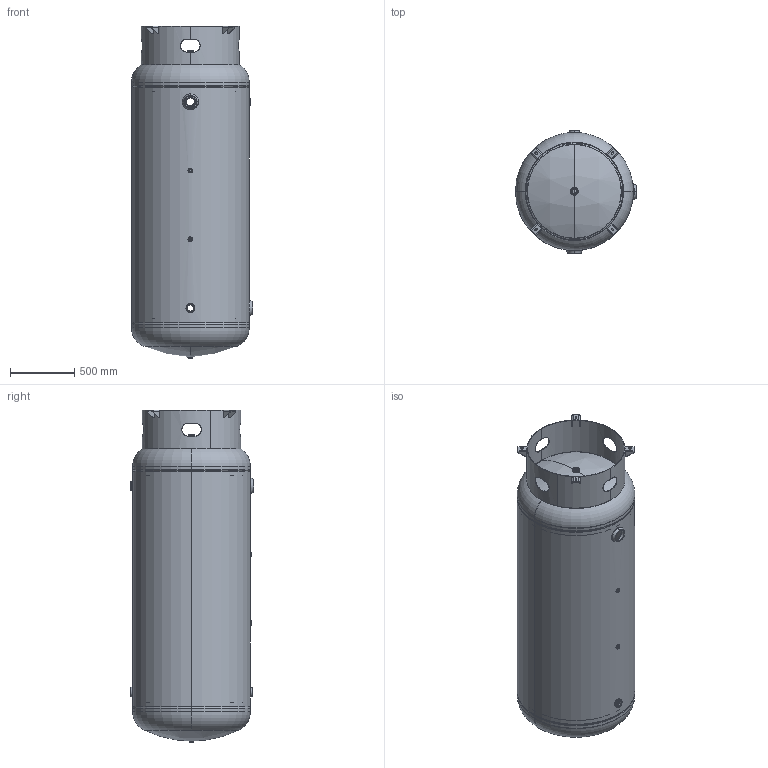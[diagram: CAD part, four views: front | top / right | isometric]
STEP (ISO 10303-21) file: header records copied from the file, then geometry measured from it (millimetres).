
FILE_DESCRIPTION (( 'STEP AP214' ), '1' );
FILE_NAME ('302432_STP.STEP', '2025-04-02T15:51:50', ( '' ), ( '' ), 'SwSTEP 2.0', 'SolidWorks 2022', '' );
FILE_SCHEMA (( 'AUTOMOTIVE_DESIGN' ));
Length unit declared in the file: inch
Products named in the file (14): PHOENIX FLAT FLANGE_1000; PHOENIX RAD FLANGE_200P958 OR; 302432_STP; NP-VER_36; A85004; HEAD_36X181JOG; 302432-SL; PHOENIX FLAT FLANGE_0500P393; A55179; A85005; PHOENIX RAD FLANGE_150P957 OR; PHOENIX RAD FLANGE_100P705-7R; PHOENIX RAD FLANGE_300P155; PHOENIX FLAT FLANGE_0250P391
Assembly tree (20 placements, depth 3):
  302432_STP
    302432-SL
    HEAD_36X181JOG  x2
    PHOENIX RAD FLANGE_300P155  x2
    PHOENIX RAD FLANGE_200P958 OR  x2
    PHOENIX RAD FLANGE_150P957 OR
    PHOENIX RAD FLANGE_100P705-7R
    PHOENIX FLAT FLANGE_1000
    PHOENIX FLAT FLANGE_0500P393  x2
    PHOENIX FLAT FLANGE_0250P391
    A85004
      A85005
      A55179  x4
    NP-VER_36
Bounding box: 939.8 x 958.05 x 2577.17 mm (x, y, z)
Volume: 36547506.5 mm3; surface area: 16550164.5 mm2
Topology: 19 solids, 19 shells, 442 faces, 980 edges, 588 vertices
Faces by surface type: plane 146, torus 128, cylinder 124, bspline 36, sphere 8
Full cylindrical faces by diameter (mm): 905.612 x1, 914.4 x1
Entity records: 20471 total; most frequent: CARTESIAN_POINT 13739, DIRECTION 1311, ORIENTED_EDGE 1214, EDGE_CURVE 607, AXIS2_PLACEMENT_3D 586, VERTEX_POINT 370, CIRCLE 330, EDGE_LOOP 323
